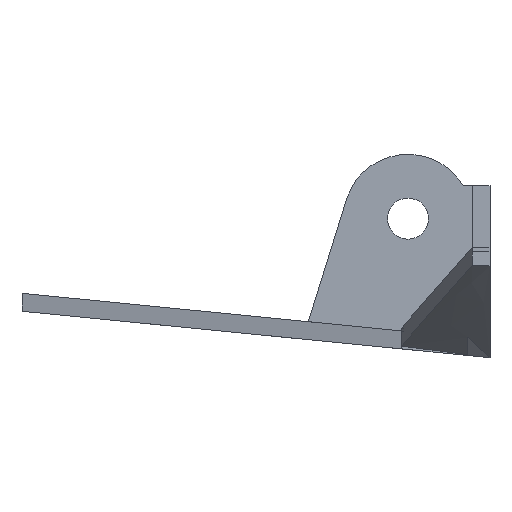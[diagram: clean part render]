
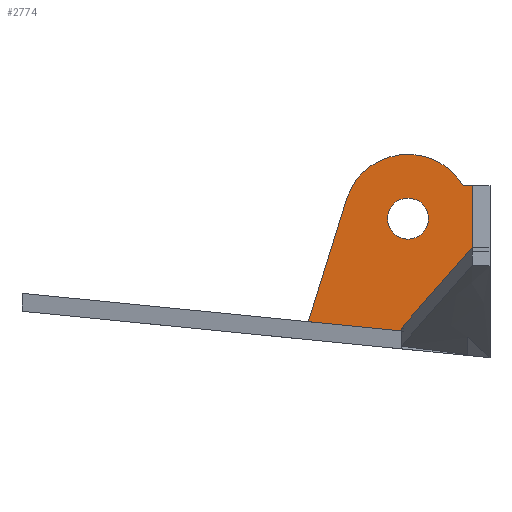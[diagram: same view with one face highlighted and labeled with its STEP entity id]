
A CAD part, front view. The second image highlights one B-rep face of the part: STEP entity #2774.
In plain terms, the highlighted planar face has unit normal (0, -1, 0).
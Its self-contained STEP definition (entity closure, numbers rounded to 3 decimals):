
#839 = VERTEX_POINT('',#840);
#840 = CARTESIAN_POINT('',(-27.15,-114.35,13.5));
#854 = PLANE('',#855);
#855 = AXIS2_PLACEMENT_3D('',#856,#857,#858);
#856 = CARTESIAN_POINT('',(-25.8,-113.,13.5));
#857 = DIRECTION('',(0.,0.,1.));
#858 = DIRECTION('',(1.,0.,0.));
#955 = PLANE('',#956);
#956 = AXIS2_PLACEMENT_3D('',#957,#958,#959);
#957 = CARTESIAN_POINT('',(-61.15,-113.,5.357));
#958 = DIRECTION('',(-0.099,0.,
    -0.995));
#959 = DIRECTION('',(-0.995,0.,
    0.099));
#1011 = CYLINDRICAL_SURFACE('',#1012,4.86);
#1012 = AXIS2_PLACEMENT_3D('',#1013,#1014,#1015);
#1013 = CARTESIAN_POINT('',(-32.,-113.,11.));
#1014 = DIRECTION('',(0.,1.,0.));
#1015 = DIRECTION('',(-1.,-0.,-0.));
#1037 = PLANE('',#1038);
#1038 = AXIS2_PLACEMENT_3D('',#1039,#1040,#1041);
#1039 = CARTESIAN_POINT('',(-39.8,-113.,2.327));
#1040 = DIRECTION('',(0.955,0.,-0.298
    ));
#1041 = DIRECTION('',(-0.298,0.,
    -0.955));
#1069 = CYLINDRICAL_SURFACE('',#1070,1.55);
#1070 = AXIS2_PLACEMENT_3D('',#1071,#1072,#1073);
#1071 = CARTESIAN_POINT('',(-32.,-113.,11.));
#1072 = DIRECTION('',(0.,1.,0.));
#1073 = DIRECTION('',(-1.,-0.,-0.));
#1610 = PLANE('',#1611);
#1611 = AXIS2_PLACEMENT_3D('',#1612,#1613,#1614);
#1612 = CARTESIAN_POINT('',(-27.15,-113.,1.99));
#1613 = DIRECTION('',(1.,0.,0.));
#1614 = DIRECTION('',(0.,0.,-1.));
#2021 = EDGE_CURVE('',#839,#2022,#2024,.T.);
#2022 = VERTEX_POINT('',#2023);
#2023 = CARTESIAN_POINT('',(-27.832,-114.35,13.5));
#2024 = SURFACE_CURVE('',#2025,(#2029,#2036),.PCURVE_S1.);
#2025 = LINE('',#2026,#2027);
#2026 = CARTESIAN_POINT('',(-25.8,-114.35,13.5));
#2027 = VECTOR('',#2028,1.);
#2028 = DIRECTION('',(-1.,-0.,-0.));
#2029 = PCURVE('',#854,#2030);
#2030 = DEFINITIONAL_REPRESENTATION('',(#2031),#2035);
#2031 = LINE('',#2032,#2033);
#2032 = CARTESIAN_POINT('',(-0.,-1.35));
#2033 = VECTOR('',#2034,1.);
#2034 = DIRECTION('',(-1.,0.));
#2035 = ( GEOMETRIC_REPRESENTATION_CONTEXT(2) 
PARAMETRIC_REPRESENTATION_CONTEXT() REPRESENTATION_CONTEXT('2D SPACE',''
  ) );
#2036 = PCURVE('',#2037,#2042);
#2037 = PLANE('',#2038);
#2038 = AXIS2_PLACEMENT_3D('',#2039,#2040,#2041);
#2039 = CARTESIAN_POINT('',(-31.844,-114.35,7.919));
#2040 = DIRECTION('',(0.,1.,0.));
#2041 = DIRECTION('',(0.,0.,-1.));
#2042 = DEFINITIONAL_REPRESENTATION('',(#2043),#2047);
#2043 = LINE('',#2044,#2045);
#2044 = CARTESIAN_POINT('',(-5.581,-6.044));
#2045 = VECTOR('',#2046,1.);
#2046 = DIRECTION('',(-0.,1.));
#2047 = ( GEOMETRIC_REPRESENTATION_CONTEXT(2) 
PARAMETRIC_REPRESENTATION_CONTEXT() REPRESENTATION_CONTEXT('2D SPACE',''
  ) );
#2123 = VERTEX_POINT('',#2124);
#2124 = CARTESIAN_POINT('',(-27.15,-114.35,1.99));
#2145 = EDGE_CURVE('',#2123,#2146,#2148,.T.);
#2146 = VERTEX_POINT('',#2147);
#2147 = CARTESIAN_POINT('',(-39.523,-114.35,3.215));
#2148 = SURFACE_CURVE('',#2149,(#2153,#2160),.PCURVE_S1.);
#2149 = LINE('',#2150,#2151);
#2150 = CARTESIAN_POINT('',(-46.765,-114.35,3.932));
#2151 = VECTOR('',#2152,1.);
#2152 = DIRECTION('',(-0.995,0.,
    0.099));
#2153 = PCURVE('',#955,#2154);
#2154 = DEFINITIONAL_REPRESENTATION('',(#2155),#2159);
#2155 = LINE('',#2156,#2157);
#2156 = CARTESIAN_POINT('',(-14.455,-1.35));
#2157 = VECTOR('',#2158,1.);
#2158 = DIRECTION('',(1.,0.));
#2159 = ( GEOMETRIC_REPRESENTATION_CONTEXT(2) 
PARAMETRIC_REPRESENTATION_CONTEXT() REPRESENTATION_CONTEXT('2D SPACE',''
  ) );
#2160 = PCURVE('',#2037,#2161);
#2161 = DEFINITIONAL_REPRESENTATION('',(#2162),#2166);
#2162 = LINE('',#2163,#2164);
#2163 = CARTESIAN_POINT('',(3.987,14.921));
#2164 = VECTOR('',#2165,1.);
#2165 = DIRECTION('',(-0.099,0.995));
#2166 = ( GEOMETRIC_REPRESENTATION_CONTEXT(2) 
PARAMETRIC_REPRESENTATION_CONTEXT() REPRESENTATION_CONTEXT('2D SPACE',''
  ) );
#2196 = EDGE_CURVE('',#2146,#2197,#2199,.T.);
#2197 = VERTEX_POINT('',#2198);
#2198 = CARTESIAN_POINT('',(-36.639,-114.35,12.449));
#2199 = SURFACE_CURVE('',#2200,(#2204,#2211),.PCURVE_S1.);
#2200 = LINE('',#2201,#2202);
#2201 = CARTESIAN_POINT('',(-39.8,-114.35,2.327));
#2202 = VECTOR('',#2203,1.);
#2203 = DIRECTION('',(0.298,0.,0.955)
  );
#2204 = PCURVE('',#1037,#2205);
#2205 = DEFINITIONAL_REPRESENTATION('',(#2206),#2210);
#2206 = LINE('',#2207,#2208);
#2207 = CARTESIAN_POINT('',(0.,-1.35));
#2208 = VECTOR('',#2209,1.);
#2209 = DIRECTION('',(-1.,0.));
#2210 = ( GEOMETRIC_REPRESENTATION_CONTEXT(2) 
PARAMETRIC_REPRESENTATION_CONTEXT() REPRESENTATION_CONTEXT('2D SPACE',''
  ) );
#2211 = PCURVE('',#2037,#2212);
#2212 = DEFINITIONAL_REPRESENTATION('',(#2213),#2217);
#2213 = LINE('',#2214,#2215);
#2214 = CARTESIAN_POINT('',(5.592,7.956));
#2215 = VECTOR('',#2216,1.);
#2216 = DIRECTION('',(-0.955,-0.298));
#2217 = ( GEOMETRIC_REPRESENTATION_CONTEXT(2) 
PARAMETRIC_REPRESENTATION_CONTEXT() REPRESENTATION_CONTEXT('2D SPACE',''
  ) );
#2244 = EDGE_CURVE('',#2197,#2022,#2245,.T.);
#2245 = SURFACE_CURVE('',#2246,(#2251,#2258),.PCURVE_S1.);
#2246 = CIRCLE('',#2247,4.86);
#2247 = AXIS2_PLACEMENT_3D('',#2248,#2249,#2250);
#2248 = CARTESIAN_POINT('',(-32.,-114.35,11.));
#2249 = DIRECTION('',(0.,1.,0.));
#2250 = DIRECTION('',(-1.,-0.,-0.));
#2251 = PCURVE('',#1011,#2252);
#2252 = DEFINITIONAL_REPRESENTATION('',(#2253),#2257);
#2253 = LINE('',#2254,#2255);
#2254 = CARTESIAN_POINT('',(0.,-1.35));
#2255 = VECTOR('',#2256,1.);
#2256 = DIRECTION('',(1.,0.));
#2257 = ( GEOMETRIC_REPRESENTATION_CONTEXT(2) 
PARAMETRIC_REPRESENTATION_CONTEXT() REPRESENTATION_CONTEXT('2D SPACE',''
  ) );
#2258 = PCURVE('',#2037,#2259);
#2259 = DEFINITIONAL_REPRESENTATION('',(#2260),#2264);
#2260 = CIRCLE('',#2261,4.86);
#2261 = AXIS2_PLACEMENT_2D('',#2262,#2263);
#2262 = CARTESIAN_POINT('',(-3.081,0.156));
#2263 = DIRECTION('',(-0.,1.));
#2264 = ( GEOMETRIC_REPRESENTATION_CONTEXT(2) 
PARAMETRIC_REPRESENTATION_CONTEXT() REPRESENTATION_CONTEXT('2D SPACE',''
  ) );
#2272 = VERTEX_POINT('',#2273);
#2273 = CARTESIAN_POINT('',(-33.55,-114.35,11.));
#2294 = EDGE_CURVE('',#2272,#2272,#2295,.T.);
#2295 = SURFACE_CURVE('',#2296,(#2301,#2308),.PCURVE_S1.);
#2296 = CIRCLE('',#2297,1.55);
#2297 = AXIS2_PLACEMENT_3D('',#2298,#2299,#2300);
#2298 = CARTESIAN_POINT('',(-32.,-114.35,11.));
#2299 = DIRECTION('',(0.,1.,0.));
#2300 = DIRECTION('',(-1.,-0.,-0.));
#2301 = PCURVE('',#1069,#2302);
#2302 = DEFINITIONAL_REPRESENTATION('',(#2303),#2307);
#2303 = LINE('',#2304,#2305);
#2304 = CARTESIAN_POINT('',(0.,-1.35));
#2305 = VECTOR('',#2306,1.);
#2306 = DIRECTION('',(1.,0.));
#2307 = ( GEOMETRIC_REPRESENTATION_CONTEXT(2) 
PARAMETRIC_REPRESENTATION_CONTEXT() REPRESENTATION_CONTEXT('2D SPACE',''
  ) );
#2308 = PCURVE('',#2037,#2309);
#2309 = DEFINITIONAL_REPRESENTATION('',(#2310),#2314);
#2310 = CIRCLE('',#2311,1.55);
#2311 = AXIS2_PLACEMENT_2D('',#2312,#2313);
#2312 = CARTESIAN_POINT('',(-3.081,0.156));
#2313 = DIRECTION('',(-0.,1.));
#2314 = ( GEOMETRIC_REPRESENTATION_CONTEXT(2) 
PARAMETRIC_REPRESENTATION_CONTEXT() REPRESENTATION_CONTEXT('2D SPACE',''
  ) );
#2619 = EDGE_CURVE('',#839,#2123,#2620,.T.);
#2620 = SURFACE_CURVE('',#2621,(#2625,#2632),.PCURVE_S1.);
#2621 = LINE('',#2622,#2623);
#2622 = CARTESIAN_POINT('',(-27.15,-114.35,4.955));
#2623 = VECTOR('',#2624,1.);
#2624 = DIRECTION('',(-0.,0.,-1.));
#2625 = PCURVE('',#1610,#2626);
#2626 = DEFINITIONAL_REPRESENTATION('',(#2627),#2631);
#2627 = LINE('',#2628,#2629);
#2628 = CARTESIAN_POINT('',(-2.964,-1.35));
#2629 = VECTOR('',#2630,1.);
#2630 = DIRECTION('',(1.,0.));
#2631 = ( GEOMETRIC_REPRESENTATION_CONTEXT(2) 
PARAMETRIC_REPRESENTATION_CONTEXT() REPRESENTATION_CONTEXT('2D SPACE',''
  ) );
#2632 = PCURVE('',#2037,#2633);
#2633 = DEFINITIONAL_REPRESENTATION('',(#2634),#2638);
#2634 = LINE('',#2635,#2636);
#2635 = CARTESIAN_POINT('',(2.964,-4.694));
#2636 = VECTOR('',#2637,1.);
#2637 = DIRECTION('',(1.,-0.));
#2638 = ( GEOMETRIC_REPRESENTATION_CONTEXT(2) 
PARAMETRIC_REPRESENTATION_CONTEXT() REPRESENTATION_CONTEXT('2D SPACE',''
  ) );
#2774 = ADVANCED_FACE('',(#2775,#2782),#2037,.F.);
#2775 = FACE_BOUND('',#2776,.T.);
#2776 = EDGE_LOOP('',(#2777,#2778,#2779,#2780,#2781));
#2777 = ORIENTED_EDGE('',*,*,#2619,.F.);
#2778 = ORIENTED_EDGE('',*,*,#2021,.T.);
#2779 = ORIENTED_EDGE('',*,*,#2244,.F.);
#2780 = ORIENTED_EDGE('',*,*,#2196,.F.);
#2781 = ORIENTED_EDGE('',*,*,#2145,.F.);
#2782 = FACE_BOUND('',#2783,.T.);
#2783 = EDGE_LOOP('',(#2784));
#2784 = ORIENTED_EDGE('',*,*,#2294,.T.);
